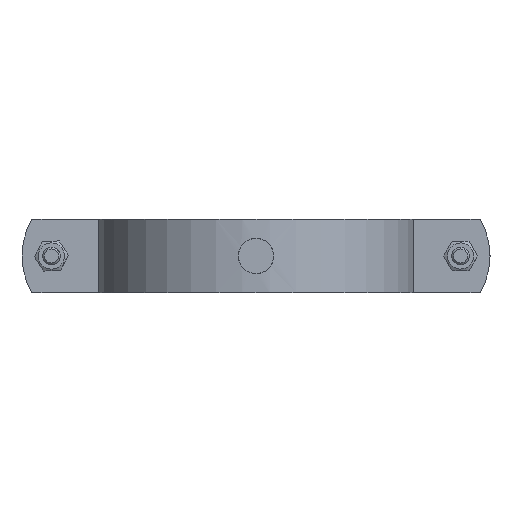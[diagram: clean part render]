
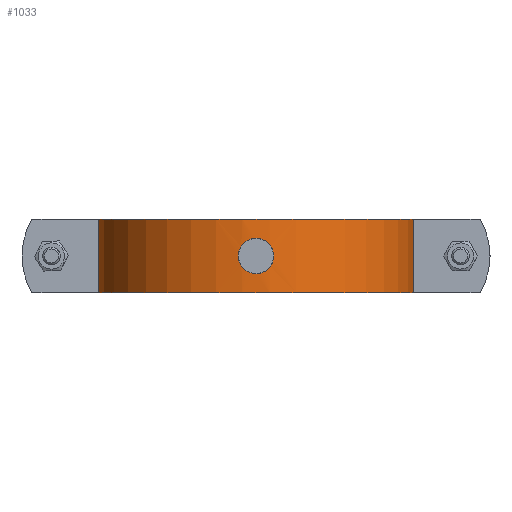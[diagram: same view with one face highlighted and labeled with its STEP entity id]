
A CAD part, front view. The second image highlights one B-rep face of the part: STEP entity #1033.
In plain terms, the highlighted cylindrical face has radius 53.8 mm (diameter 107.6 mm), a partial arc.
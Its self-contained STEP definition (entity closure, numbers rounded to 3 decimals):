
#588=CARTESIAN_POINT('',(6.,53.464,0.));
#589=VERTEX_POINT('',#588);
#590=CARTESIAN_POINT('',(6.,53.464,0.));
#591=CARTESIAN_POINT('',(6.,53.464,0.637));
#592=CARTESIAN_POINT('',(5.894,53.477,1.31));
#593=CARTESIAN_POINT('',(5.675,53.5,1.949));
#594=CARTESIAN_POINT('',(5.521,53.516,2.395));
#595=CARTESIAN_POINT('',(5.314,53.537,2.824));
#596=CARTESIAN_POINT('',(5.064,53.561,3.218));
#597=CARTESIAN_POINT('',(4.877,53.579,3.512));
#598=CARTESIAN_POINT('',(4.667,53.598,3.786));
#599=CARTESIAN_POINT('',(4.441,53.616,4.034));
#600=CARTESIAN_POINT('',(4.266,53.631,4.227));
#601=CARTESIAN_POINT('',(4.083,53.645,4.404));
#602=CARTESIAN_POINT('',(3.883,53.66,4.574));
#603=CARTESIAN_POINT('',(3.376,53.696,5.005));
#604=CARTESIAN_POINT('',(2.773,53.732,5.365));
#605=CARTESIAN_POINT('',(2.129,53.758,5.61));
#606=CARTESIAN_POINT('',(1.624,53.778,5.801));
#607=CARTESIAN_POINT('',(1.094,53.791,5.923));
#608=CARTESIAN_POINT('',(0.573,53.797,5.973));
#609=CARTESIAN_POINT('',(0.204,53.801,6.008));
#610=CARTESIAN_POINT('',(-0.154,53.801,6.009));
#611=CARTESIAN_POINT('',(-0.523,53.797,5.977));
#612=CARTESIAN_POINT('',(-1.181,53.791,5.92));
#613=CARTESIAN_POINT('',(-1.854,53.772,5.747));
#614=CARTESIAN_POINT('',(-2.476,53.743,5.465));
#615=CARTESIAN_POINT('',(-3.086,53.715,5.189));
#616=CARTESIAN_POINT('',(-3.647,53.678,4.807));
#617=CARTESIAN_POINT('',(-4.112,53.643,4.37));
#618=CARTESIAN_POINT('',(-4.271,53.63,4.22));
#619=CARTESIAN_POINT('',(-4.42,53.618,4.064));
#620=CARTESIAN_POINT('',(-4.564,53.606,3.895));
#621=CARTESIAN_POINT('',(-4.993,53.57,3.393));
#622=CARTESIAN_POINT('',(-5.353,53.534,2.795));
#623=CARTESIAN_POINT('',(-5.599,53.508,2.156));
#624=CARTESIAN_POINT('',(-5.789,53.488,1.663));
#625=CARTESIAN_POINT('',(-5.912,53.474,1.144));
#626=CARTESIAN_POINT('',(-5.966,53.468,0.633));
#627=CARTESIAN_POINT('',(-5.991,53.465,0.403));
#628=CARTESIAN_POINT('',(-6.002,53.464,0.175));
#629=CARTESIAN_POINT('',(-6.,53.464,-0.051));
#630=CARTESIAN_POINT('',(-5.994,53.465,-0.691));
#631=CARTESIAN_POINT('',(-5.882,53.478,-1.364));
#632=CARTESIAN_POINT('',(-5.656,53.502,-2.002));
#633=CARTESIAN_POINT('',(-5.429,53.526,-2.645));
#634=CARTESIAN_POINT('',(-5.086,53.561,-3.251));
#635=CARTESIAN_POINT('',(-4.67,53.597,-3.767));
#636=CARTESIAN_POINT('',(-4.513,53.611,-3.961));
#637=CARTESIAN_POINT('',(-4.348,53.624,-4.141));
#638=CARTESIAN_POINT('',(-4.173,53.638,-4.311));
#639=CARTESIAN_POINT('',(-3.708,53.674,-4.761));
#640=CARTESIAN_POINT('',(-3.141,53.712,-5.158));
#641=CARTESIAN_POINT('',(-2.521,53.741,-5.445));
#642=CARTESIAN_POINT('',(-2.032,53.764,-5.671));
#643=CARTESIAN_POINT('',(-1.51,53.781,-5.831));
#644=CARTESIAN_POINT('',(-0.987,53.791,-5.918));
#645=CARTESIAN_POINT('',(-0.708,53.796,-5.965));
#646=CARTESIAN_POINT('',(-0.43,53.799,-5.991));
#647=CARTESIAN_POINT('',(-0.158,53.8,-5.998));
#648=CARTESIAN_POINT('',(0.063,53.8,-6.004));
#649=CARTESIAN_POINT('',(0.281,53.8,-5.998));
#650=CARTESIAN_POINT('',(0.504,53.798,-5.979));
#651=CARTESIAN_POINT('',(1.159,53.791,-5.924));
#652=CARTESIAN_POINT('',(1.83,53.772,-5.754));
#653=CARTESIAN_POINT('',(2.45,53.744,-5.477));
#654=CARTESIAN_POINT('',(2.834,53.727,-5.305));
#655=CARTESIAN_POINT('',(3.198,53.706,-5.093));
#656=CARTESIAN_POINT('',(3.532,53.684,-4.851));
#657=CARTESIAN_POINT('',(3.771,53.668,-4.676));
#658=CARTESIAN_POINT('',(3.994,53.652,-4.487));
#659=CARTESIAN_POINT('',(4.197,53.636,-4.287));
#660=CARTESIAN_POINT('',(4.38,53.622,-4.109));
#661=CARTESIAN_POINT('',(4.553,53.607,-3.917));
#662=CARTESIAN_POINT('',(4.716,53.593,-3.71));
#663=CARTESIAN_POINT('',(5.127,53.557,-3.187));
#664=CARTESIAN_POINT('',(5.461,53.523,-2.576));
#665=CARTESIAN_POINT('',(5.681,53.499,-1.931));
#666=CARTESIAN_POINT('',(5.896,53.476,-1.297));
#667=CARTESIAN_POINT('',(6.0,53.464,-0.631));
#668=CARTESIAN_POINT('',(6.0,53.464,0.0));
#669=B_SPLINE_CURVE_WITH_KNOTS('',3,(#590,#591,#592,#593,#594,#595,#596,#597,#598,#599,#600,#601,#602,#603,#604,#605,#606,#607,#608,#609,#610,#611,#612,#613,#614,#615,#616,#617,#618,#619,#620,#621,#622,#623,#624,#625,#626,#627,#628,#629,#630,#631,#632,#633,#634,#635,#636,#637,#638,#639,#640,#641,#642,#643,#644,#645,#646,#647,#648,#649,#650,#651,#652,#653,#654,#655,#656,#657,#658,#659,#660,#661,#662,#663,#664,#665,#666,#667,#668),.UNSPECIFIED.,.T.,.U.,(4,3,3,3,3,3,3,3,3,3,3,3,3,3,3,3,3,3,3,3,3,3,3,3,3,3,4),(0.0,0.191,0.325,0.424,0.501,0.696,0.848,0.957,1.149,1.339,1.404,1.598,1.747,1.815,2.006,2.199,2.272,2.465,2.618,2.699,2.764,2.956,3.075,3.161,3.237,3.43,3.619),.UNSPECIFIED.);
#670=EDGE_CURVE('',#589,#589,#669,.T.);
#851=CARTESIAN_POINT('',(53.406,6.5,12.5));
#852=VERTEX_POINT('',#851);
#859=CARTESIAN_POINT('',(-53.406,6.5,12.5));
#860=VERTEX_POINT('',#859);
#861=CARTESIAN_POINT('',(0.0,0.0,12.5));
#862=DIRECTION('',(0.0,0.0,-1.0));
#863=DIRECTION('',(-0.993,-0.121,0.0));
#864=AXIS2_PLACEMENT_3D('',#861,#862,#863);
#865=CIRCLE('',#864,53.8);
#866=EDGE_CURVE('',#860,#852,#865,.T.);
#906=CARTESIAN_POINT('',(53.406,6.5,-12.5));
#907=VERTEX_POINT('',#906);
#914=CARTESIAN_POINT('',(53.406,6.5,12.5));
#915=DIRECTION('',(0.0,0.0,-1.0));
#916=VECTOR('',#915,25.0);
#917=LINE('',#914,#916);
#918=EDGE_CURVE('',#852,#907,#917,.T.);
#995=CARTESIAN_POINT('',(-53.406,6.5,-12.5));
#996=VERTEX_POINT('',#995);
#1003=CARTESIAN_POINT('',(0.0,0.0,-12.5));
#1004=DIRECTION('',(0.0,0.0,1.0));
#1005=DIRECTION('',(-0.993,-0.121,0.0));
#1006=AXIS2_PLACEMENT_3D('',#1003,#1004,#1005);
#1007=CIRCLE('',#1006,53.8);
#1008=EDGE_CURVE('',#907,#996,#1007,.T.);
#1014=CARTESIAN_POINT('',(0.0,0.0,0.0));
#1015=DIRECTION('',(0.0,0.0,1.0));
#1016=DIRECTION('',(-0.993,-0.121,0.0));
#1017=AXIS2_PLACEMENT_3D('',#1014,#1015,#1016);
#1018=CYLINDRICAL_SURFACE('',#1017,53.8);
#1019=ORIENTED_EDGE('',*,*,#866,.T.);
#1020=ORIENTED_EDGE('',*,*,#918,.T.);
#1021=ORIENTED_EDGE('',*,*,#1008,.T.);
#1022=CARTESIAN_POINT('',(-53.406,6.5,12.5));
#1023=DIRECTION('',(0.0,0.0,-1.0));
#1024=VECTOR('',#1023,25.0);
#1025=LINE('',#1022,#1024);
#1026=EDGE_CURVE('',#860,#996,#1025,.T.);
#1027=ORIENTED_EDGE('',*,*,#1026,.F.);
#1028=EDGE_LOOP('',(#1019,#1020,#1021,#1027));
#1029=FACE_OUTER_BOUND('',#1028,.T.);
#1030=ORIENTED_EDGE('',*,*,#670,.T.);
#1031=EDGE_LOOP('',(#1030));
#1032=FACE_BOUND('',#1031,.T.);
#1033=ADVANCED_FACE('',(#1029,#1032),#1018,.T.);
